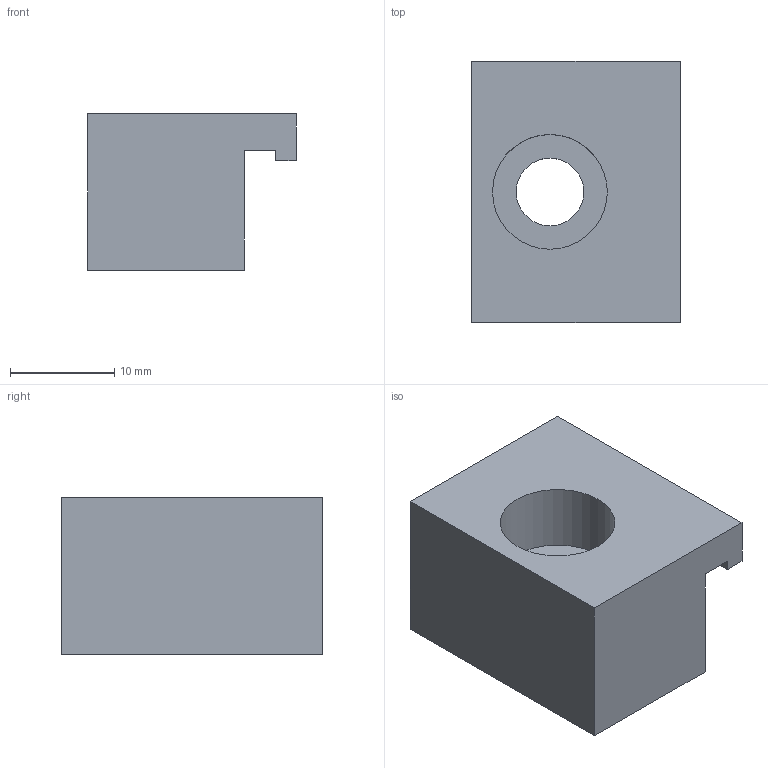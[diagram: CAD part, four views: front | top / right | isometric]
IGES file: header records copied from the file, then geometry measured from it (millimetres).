
Global section: file name: 323047.stp.ipt; native system: Autodesk Inventor 2014; preprocessor: unknown; author: zeman; date: 20151016.101729; units: millimetre
Bounding box: 20 x 25 x 15 mm (x, y, z)
Volume: 5212.7 mm3; surface area: 2620.8 mm2
Topology: 1 solids, 1 shells, 13 faces, 32 edges, 22 vertices
Faces by surface type: plane 11, revolution 2
